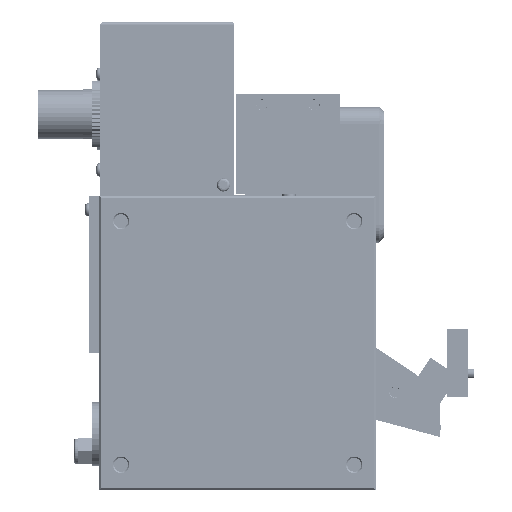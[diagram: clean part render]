
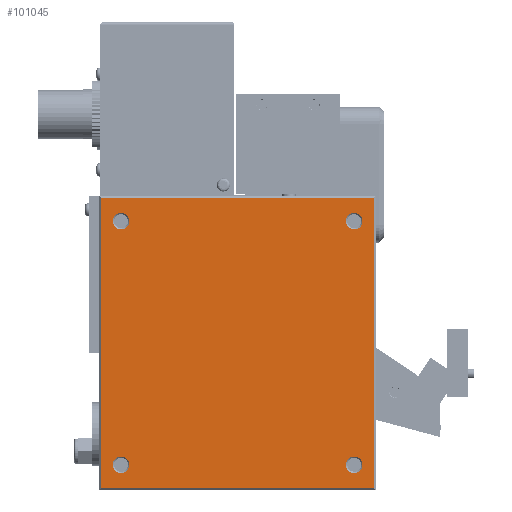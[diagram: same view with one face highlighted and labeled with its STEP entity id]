
A CAD part, left-side view. The second image highlights one B-rep face of the part: STEP entity #101045.
In plain terms, the highlighted planar face has unit normal (-1, 0, 0).
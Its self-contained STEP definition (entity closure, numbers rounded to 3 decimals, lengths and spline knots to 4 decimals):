
#3855=FACE_BOUND('',#15495,.T.);
#3856=FACE_BOUND('',#15496,.T.);
#3857=FACE_BOUND('',#15497,.T.);
#3858=FACE_BOUND('',#15498,.T.);
#6455=CIRCLE('',#107865,0.187);
#6456=CIRCLE('',#107866,0.187);
#6457=CIRCLE('',#107867,0.187);
#6458=CIRCLE('',#107868,0.187);
#9274=FACE_OUTER_BOUND('',#15494,.T.);
#15494=EDGE_LOOP('',(#64636,#64637,#64638,#64639));
#15495=EDGE_LOOP('',(#64640));
#15496=EDGE_LOOP('',(#64641));
#15497=EDGE_LOOP('',(#64642));
#15498=EDGE_LOOP('',(#64643));
#24310=LINE('',#142865,#33216);
#24314=LINE('',#142874,#33220);
#24317=LINE('',#142878,#33223);
#24319=LINE('',#142881,#33225);
#33216=VECTOR('',#116561,6.1811);
#33220=VECTOR('',#116567,6.1811);
#33223=VECTOR('',#116572,6.5748);
#33225=VECTOR('',#116576,6.5748);
#42122=VERTEX_POINT('',#142862);
#42123=VERTEX_POINT('',#142864);
#42126=VERTEX_POINT('',#142871);
#42127=VERTEX_POINT('',#142873);
#42131=VERTEX_POINT('',#142893);
#42132=VERTEX_POINT('',#142895);
#42133=VERTEX_POINT('',#142897);
#42134=VERTEX_POINT('',#142899);
#51432=EDGE_CURVE('',#42122,#42123,#24310,.T.);
#51436=EDGE_CURVE('',#42126,#42127,#24314,.T.);
#51439=EDGE_CURVE('',#42123,#42126,#24317,.T.);
#51441=EDGE_CURVE('',#42127,#42122,#24319,.T.);
#51447=EDGE_CURVE('',#42131,#42131,#6455,.T.);
#51448=EDGE_CURVE('',#42132,#42132,#6456,.T.);
#51449=EDGE_CURVE('',#42133,#42133,#6457,.T.);
#51450=EDGE_CURVE('',#42134,#42134,#6458,.T.);
#64636=ORIENTED_EDGE('',*,*,#51436,.F.);
#64637=ORIENTED_EDGE('',*,*,#51439,.F.);
#64638=ORIENTED_EDGE('',*,*,#51432,.F.);
#64639=ORIENTED_EDGE('',*,*,#51441,.F.);
#64640=ORIENTED_EDGE('',*,*,#51447,.T.);
#64641=ORIENTED_EDGE('',*,*,#51448,.T.);
#64642=ORIENTED_EDGE('',*,*,#51449,.T.);
#64643=ORIENTED_EDGE('',*,*,#51450,.T.);
#90982=PLANE('',#107864);
#101045=ADVANCED_FACE('',(#9274,#3855,#3856,#3857,#3858),#90982,.F.);
#107864=AXIS2_PLACEMENT_3D('',#142892,#116586,#116587);
#107865=AXIS2_PLACEMENT_3D('',#142894,#116588,#116589);
#107866=AXIS2_PLACEMENT_3D('',#142896,#116590,#116591);
#107867=AXIS2_PLACEMENT_3D('',#142898,#116592,#116593);
#107868=AXIS2_PLACEMENT_3D('',#142900,#116594,#116595);
#116561=DIRECTION('',(0.,1.,0.));
#116567=DIRECTION('',(0.,-1.,0.));
#116572=DIRECTION('',(0.,0.,1.));
#116576=DIRECTION('',(0.,0.,-1.));
#116586=DIRECTION('center_axis',(1.,0.,0.));
#116587=DIRECTION('ref_axis',(0.,0.,
1.));
#116588=DIRECTION('center_axis',(1.,0.,0.));
#116589=DIRECTION('ref_axis',(0.,-1.,0.));
#116590=DIRECTION('center_axis',(1.,0.,0.));
#116591=DIRECTION('ref_axis',(0.,-1.,0.));
#116592=DIRECTION('center_axis',(1.,0.,0.));
#116593=DIRECTION('ref_axis',(0.,-1.,0.));
#116594=DIRECTION('center_axis',(1.,0.,0.));
#116595=DIRECTION('ref_axis',(0.,-1.,0.));
#142862=CARTESIAN_POINT('',(-5.4956,-8.5952,8.155));
#142864=CARTESIAN_POINT('',(-5.4956,-2.4141,8.155));
#142865=CARTESIAN_POINT('',(-5.4956,-3.9397,8.155));
#142871=CARTESIAN_POINT('',(-5.4956,-2.4141,14.7298));
#142873=CARTESIAN_POINT('',(-5.4956,-8.5952,14.7298));
#142874=CARTESIAN_POINT('',(-5.4956,-7.0696,14.7298));
#142878=CARTESIAN_POINT('',(-5.4956,-2.4141,13.1058));
#142881=CARTESIAN_POINT('',(-5.4956,-8.5952,9.7791));
#142892=CARTESIAN_POINT('Origin',(-5.4956,-5.5047,11.4424));
#142893=CARTESIAN_POINT('',(-5.4956,-8.3295,8.6865));
#142894=CARTESIAN_POINT('Origin',(-5.4956,-8.1425,8.6865));
#142895=CARTESIAN_POINT('',(-5.4956,-8.3295,14.1983));
#142896=CARTESIAN_POINT('Origin',(-5.4956,-8.1425,14.1983));
#142897=CARTESIAN_POINT('',(-5.4956,-3.0539,14.1983));
#142898=CARTESIAN_POINT('Origin',(-5.4956,-2.8669,14.1983));
#142899=CARTESIAN_POINT('',(-5.4956,-3.0539,8.6865));
#142900=CARTESIAN_POINT('Origin',(-5.4956,-2.8669,8.6865));
